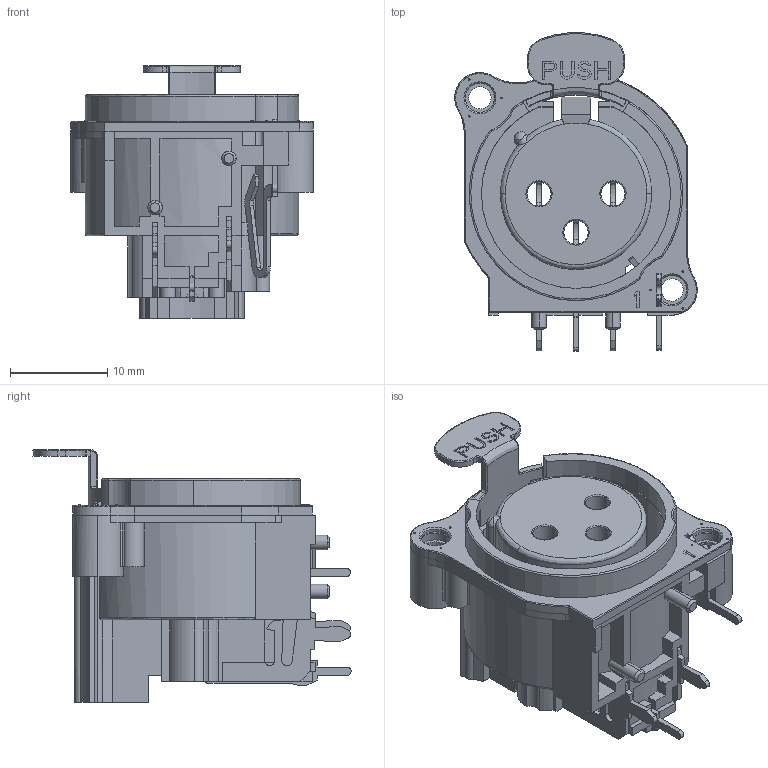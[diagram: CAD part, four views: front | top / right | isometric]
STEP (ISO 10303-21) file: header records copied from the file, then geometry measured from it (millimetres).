
FILE_DESCRIPTION (( 'STEP AP214' ), '1' );
FILE_NAME ('User Library-NC3FBAH2.STEP', '2012-08-07T12:42:19', ( 'sysAdmin' ), ( 'SolidWorks' ), 'SwSTEP 2.0', 'SolidWorks 2012', '' );
FILE_SCHEMA (( 'AUTOMOTIVE_DESIGN' ));
Length unit declared in the file: millimetre
Products named in the file (8): User Library-NC3FBAH2_NC3F PIN3; User Library-NC3FBAH2_NC3FBAH2; User Library-NC3FBAH2_NC3FEARTH; User Library-NC3FBAH2_NCF3_Metalen_Ring; User Library-NC3FBAH2_NC3F PIN1_2; User Library-NC3FBAH2_Neutrik Eject part; User Library-NC3FBAH2_NC3FSPRING; User Library-NC3FBAH2
Assembly tree (8 placements, depth 2):
  User Library-NC3FBAH2
    User Library-NC3FBAH2_NC3FSPRING
    User Library-NC3FBAH2_Neutrik Eject part
    User Library-NC3FBAH2_NC3F PIN1_2  x2
    User Library-NC3FBAH2_NCF3_Metalen_Ring
    User Library-NC3FBAH2_NC3FEARTH
    User Library-NC3FBAH2_NC3FBAH2
    User Library-NC3FBAH2_NC3F PIN3
Bounding box: 25 x 32.82 x 26.05 mm (x, y, z)
Volume: 5273.9 mm3; surface area: 7827.5 mm2
Topology: 8 solids, 8 shells, 848 faces, 2385 edges, 1560 vertices
Faces by surface type: plane 535, cylinder 236, bspline 60, cone 17
Entity records: 35889 total; most frequent: CARTESIAN_POINT 6496, ORIENTED_EDGE 4430, DIRECTION 4117, EDGE_CURVE 2215, VECTOR 1535, LINE 1535, VERTEX_POINT 1448, AXIS2_PLACEMENT_3D 1291
